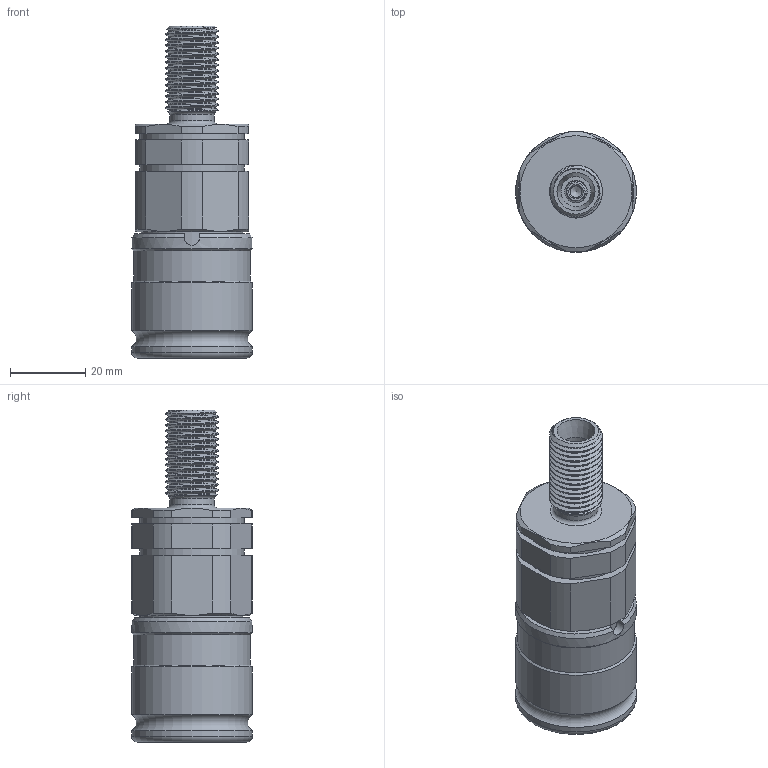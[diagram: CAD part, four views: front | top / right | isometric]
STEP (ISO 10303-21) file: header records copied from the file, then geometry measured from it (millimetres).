
FILE_DESCRIPTION(/* description */ (''),/* implementation_level */ '2;1');
FILE_NAME(/* name */ 'M3005878.stp',/* time_stamp */ '2023-11-29T08:53:35+01:00',/* author */ ('PT'),/* organization */ (''),/* preprocessor_version */ 'ST-DEVELOPER v19',/* originating_system */ 'Autodesk Inventor 2023',/* authorisation */ '');
FILE_SCHEMA (('AUTOMOTIVE_DESIGN { 1 0 10303 214 3 1 1 }'));
Length unit declared in the file: millimetre
Products named in the file (1): M3005878
Bounding box: 32 x 32 x 88 mm (x, y, z)
Volume: 30578.6 mm3; surface area: 27764 mm2
Topology: 6 solids, 6 shells, 329 faces, 859 edges, 561 vertices
Faces by surface type: cylinder 153, plane 76, cone 59, torus 32, bspline 8, sphere 1
Full cylindrical faces by diameter (mm): 3.1 x2, 3.5 x10, 4.917 x13, 5.2 x2, 6 x12, 7.5 x1, 7.85 x1, 8 x1, 10 x1, 11.7 x1, 12.376 x14, 12.4 x1, 12.7 x1, 14 x13, 17.7 x1, 18.75 x2, 19.8 x1, 19.95 x1, 21.1 x1, 21.3 x1, 21.5 x1, 23 x1, 23.2 x1, 24 x2, 24.16 x4, 24.2 x1, 24.3 x1, 24.5 x5, 25.4 x1, 25.784 x4
Entity records: 16648 total; most frequent: CARTESIAN_POINT 8935, ORIENTED_EDGE 1710, DIRECTION 1520, EDGE_CURVE 855, AXIS2_PLACEMENT_3D 616, VERTEX_POINT 561, EDGE_LOOP 380, FACE_OUTER_BOUND 329
